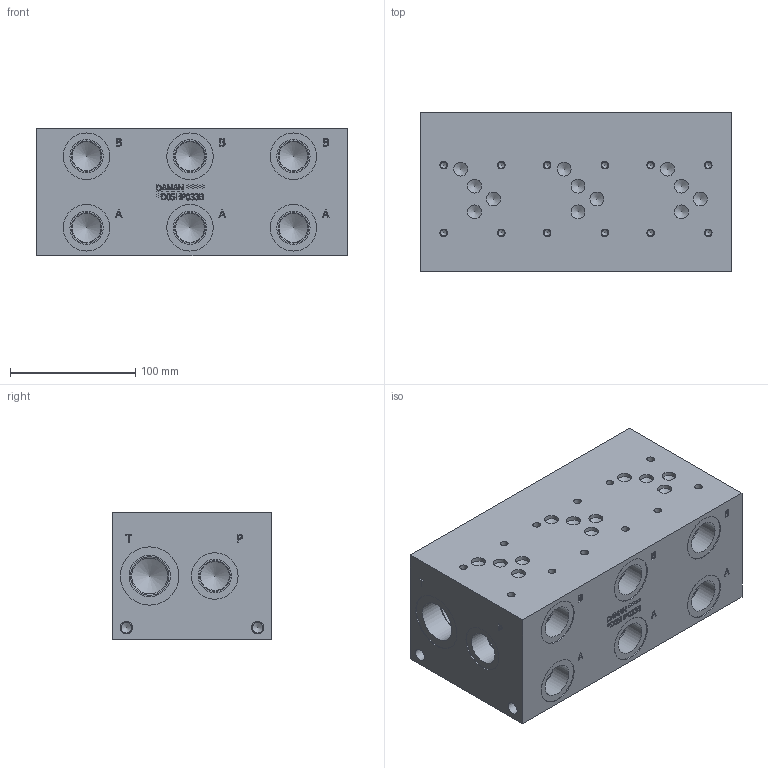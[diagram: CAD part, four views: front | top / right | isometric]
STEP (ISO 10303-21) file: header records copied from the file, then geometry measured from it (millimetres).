
FILE_DESCRIPTION(/* description */ (''),/* implementation_level */ '2;1');
FILE_NAME(/* name */ '_D05HP033B.stp',/* time_stamp */ '2020-03-10T16:09:49-04:00',/* author */ ('devonn'),/* organization */ (''),/* preprocessor_version */ 'ST-DEVELOPER v17',/* originating_system */ 'Autodesk Inventor 2019',/* authorisation */ '');
FILE_SCHEMA (('AUTOMOTIVE_DESIGN { 1 0 10303 214 3 1 1 }'));
Length unit declared in the file: millimetre
Products named in the file (1): Part_AD05HP033B_3D
Bounding box: 247.65 x 127 x 101.6 mm (x, y, z)
Volume: 2992377.8 mm3; surface area: 174827.3 mm2
Topology: 1 solids, 1 shells, 689 faces, 1894 edges, 1292 vertices
Faces by surface type: plane 386, bspline 171, cylinder 84, cone 48
Full cylindrical faces by diameter (mm): 5.004 x12, 5.994 x12, 8.509 x4, 10.008 x4, 11.113 x2, 11.125 x10, 23.012 x8, 24.409 x8, 26.543 x8, 28.575 x2, 30.632 x2, 32.995 x1, 33 x1, 37.109 x8, 46.558 x2
Entity records: 23217 total; most frequent: CARTESIAN_POINT 6061, ORIENTED_EDGE 3712, DIRECTION 2866, EDGE_CURVE 1856, VERTEX_POINT 1292, LINE 1200, VECTOR 1200, AXIS2_PLACEMENT_3D 833
